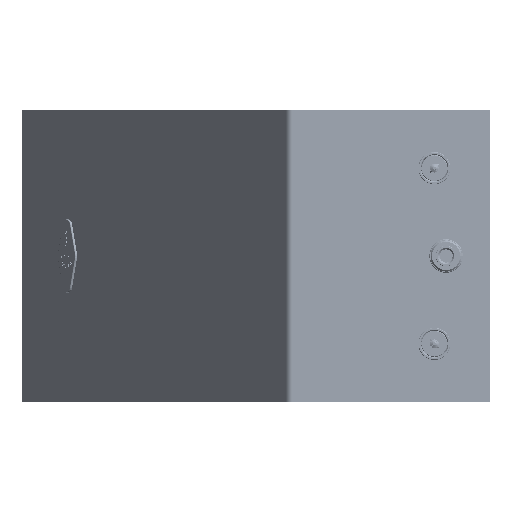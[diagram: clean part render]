
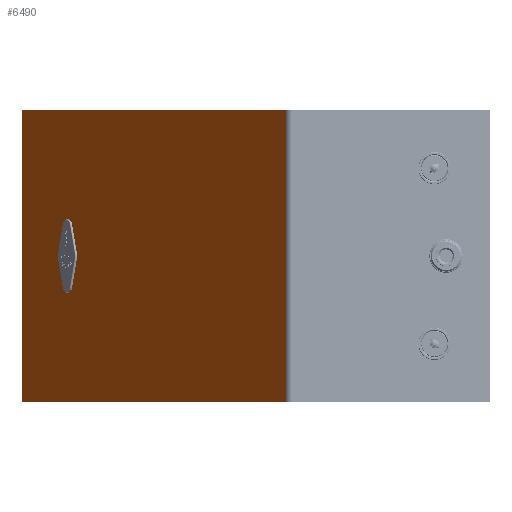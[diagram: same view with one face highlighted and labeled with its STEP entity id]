
A CAD part, left-side view. The second image highlights one B-rep face of the part: STEP entity #6490.
In plain terms, the highlighted planar face has unit normal (-0.574, 0.819, 0).
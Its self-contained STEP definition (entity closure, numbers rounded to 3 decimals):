
#6490=ADVANCED_FACE('',(#8439,#8440,#8441,#8442),#8443,.F.);
#8439=FACE_BOUND('',#12556,.T.);
#8440=FACE_BOUND('',#12557,.T.);
#8441=FACE_BOUND('',#12558,.T.);
#8442=FACE_OUTER_BOUND('',#12559,.T.);
#8443=PLANE('',#12560);
#12556=EDGE_LOOP('',(#21364));
#12557=EDGE_LOOP('',(#21365));
#12558=EDGE_LOOP('',(#21366));
#12559=EDGE_LOOP('',(#21367,#21368,#21369,#21370,#21371,#21372));
#12560=AXIS2_PLACEMENT_3D('',#21373,#21374,#21375);
#21364=ORIENTED_EDGE('',*,*,#24361,.F.);
#21365=ORIENTED_EDGE('',*,*,#24362,.F.);
#21366=ORIENTED_EDGE('',*,*,#24363,.F.);
#21367=ORIENTED_EDGE('',*,*,#24349,.T.);
#21368=ORIENTED_EDGE('',*,*,#24337,.T.);
#21369=ORIENTED_EDGE('',*,*,#24359,.F.);
#21370=ORIENTED_EDGE('',*,*,#24330,.T.);
#21371=ORIENTED_EDGE('',*,*,#24343,.F.);
#21372=ORIENTED_EDGE('',*,*,#24360,.T.);
#21373=CARTESIAN_POINT('',(-2.081,71.186,-500000.0));
#21374=DIRECTION('',(0.574,-0.819,0.0));
#21375=DIRECTION('',(0.819,0.574,0.0));
#24330=EDGE_CURVE('',#27815,#27816,#27817,.F.);
#24337=EDGE_CURVE('',#27828,#27829,#27830,.F.);
#24343=EDGE_CURVE('',#27839,#27816,#27840,.T.);
#24349=EDGE_CURVE('',#27849,#27828,#27850,.T.);
#24359=EDGE_CURVE('',#27815,#27829,#27865,.T.);
#24360=EDGE_CURVE('',#27839,#27849,#27866,.T.);
#24361=EDGE_CURVE('',#27867,#27867,#27868,.F.);
#24362=EDGE_CURVE('',#27869,#27869,#27870,.F.);
#24363=EDGE_CURVE('',#27871,#27871,#27872,.F.);
#27815=VERTEX_POINT('',#36643);
#27816=VERTEX_POINT('',#36644);
#27817=CIRCLE('',#36645,1.0);
#27828=VERTEX_POINT('',#36660);
#27829=VERTEX_POINT('',#36661);
#27830=CIRCLE('',#36662,1.0);
#27839=VERTEX_POINT('',#36675);
#27840=LINE('',#36676,#36677);
#27849=VERTEX_POINT('',#36689);
#27850=LINE('',#36690,#36691);
#27865=LINE('',#36710,#36711);
#27866=LINE('',#36712,#36713);
#27867=VERTEX_POINT('',#36714);
#27868=CIRCLE('',#36715,2.4);
#27869=VERTEX_POINT('',#36716);
#27870=CIRCLE('',#36717,7.4);
#27871=VERTEX_POINT('',#36718);
#27872=CIRCLE('',#36719,2.4);
#36643=CARTESIAN_POINT('',(126.935,161.524,-99.));
#36644=CARTESIAN_POINT('',(126.116,160.951,-100.));
#36645=AXIS2_PLACEMENT_3D('',#39737,#39738,#39739);
#36660=CARTESIAN_POINT('',(126.116,160.951,100.));
#36661=CARTESIAN_POINT('',(126.935,161.524,99.));
#36662=AXIS2_PLACEMENT_3D('',#39750,#39751,#39752);
#36675=CARTESIAN_POINT('',(-131.098,-19.152,-100.));
#36676=CARTESIAN_POINT('',(-2.081,71.186,-100.));
#36677=VECTOR('',#39760,1.0);
#36689=CARTESIAN_POINT('',(-131.098,-19.152,100.));
#36690=CARTESIAN_POINT('',(-2.081,71.186,100.));
#36691=VECTOR('',#39770,1.0);
#36710=CARTESIAN_POINT('',(126.935,161.524,-500000.0));
#36711=VECTOR('',#39790,1.0);
#36712=CARTESIAN_POINT('',(-131.098,-19.152,-500000.0));
#36713=VECTOR('',#39791,1.0);
#36714=CARTESIAN_POINT('',(83.848,131.354,20.0));
#36715=AXIS2_PLACEMENT_3D('',#39792,#39793,#39794);
#36716=CARTESIAN_POINT('',(87.944,134.222,0.));
#36717=AXIS2_PLACEMENT_3D('',#39795,#39796,#39797);
#36718=CARTESIAN_POINT('',(83.848,131.354,-20.0));
#36719=AXIS2_PLACEMENT_3D('',#39798,#39799,#39800);
#39737=CARTESIAN_POINT('',(126.116,160.951,-99.));
#39738=DIRECTION('',(0.574,-0.819,0.0));
#39739=DIRECTION('',(0.819,0.574,0.0));
#39750=CARTESIAN_POINT('',(126.116,160.951,99.));
#39751=DIRECTION('',(0.574,-0.819,0.0));
#39752=DIRECTION('',(0.819,0.574,0.0));
#39760=DIRECTION('',(0.819,0.574,0.0));
#39770=DIRECTION('',(0.819,0.574,0.0));
#39790=DIRECTION('',(0.0,0.0,1.0));
#39791=DIRECTION('',(0.0,0.0,1.0));
#39792=CARTESIAN_POINT('',(81.882,129.978,20.0));
#39793=DIRECTION('',(0.574,-0.819,0.0));
#39794=DIRECTION('',(0.819,0.574,0.0));
#39795=CARTESIAN_POINT('',(81.882,129.978,0.));
#39796=DIRECTION('',(0.574,-0.819,0.0));
#39797=DIRECTION('',(0.819,0.574,0.0));
#39798=CARTESIAN_POINT('',(81.882,129.978,-20.0));
#39799=DIRECTION('',(0.574,-0.819,0.0));
#39800=DIRECTION('',(0.819,0.574,0.0));
